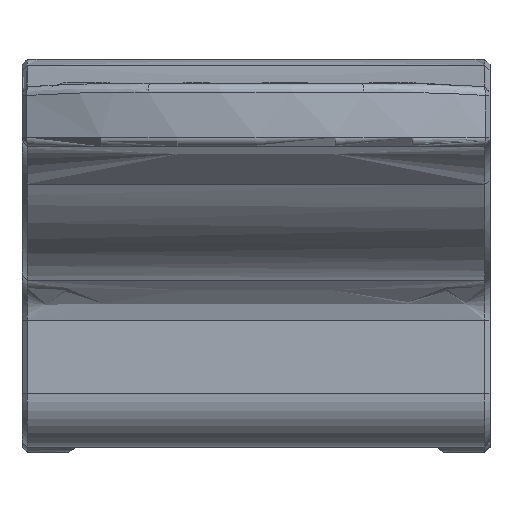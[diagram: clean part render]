
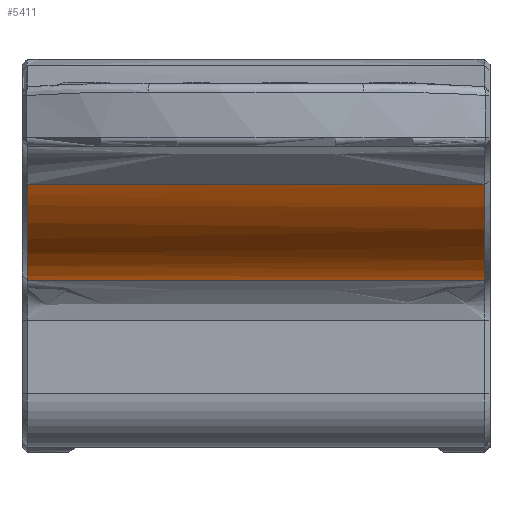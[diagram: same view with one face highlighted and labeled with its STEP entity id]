
A CAD part, front view. The second image highlights one B-rep face of the part: STEP entity #5411.
In plain terms, the highlighted free-form (B-spline) face has degree [5, 1] with [15, 2] control points.
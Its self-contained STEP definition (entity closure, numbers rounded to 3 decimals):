
#23=(
BOUNDED_SURFACE()
B_SPLINE_SURFACE(5,1,((#11569,#11570),(#11571,#11572),(#11573,#11574),(#11575,
#11576),(#11577,#11578),(#11579,#11580),(#11581,#11582),(#11583,#11584),
(#11585,#11586),(#11587,#11588),(#11589,#11590),(#11591,#11592),(#11593,
#11594),(#11595,#11596),(#11597,#11598)),.UNSPECIFIED.,.F.,.F.,.F.)
B_SPLINE_SURFACE_WITH_KNOTS((6,1,1,1,1,1,1,1,1,1,6),(2,2),(-1.,-0.9,-0.8,
-0.7,-0.6,-0.5,-0.4,-0.3,-0.2,-0.1,0.),(-1.3,1.3),.UNSPECIFIED.)
GEOMETRIC_REPRESENTATION_ITEM()
RATIONAL_B_SPLINE_SURFACE(((1.,1.),(1.,1.),(1.,1.),(1.,1.),(1.,1.),(1.,
1.),(1.,1.),(1.,1.),(1.,1.),(1.,1.),(1.,1.),(1.,1.),(1.,1.),(1.,1.),(1.,
1.)))
REPRESENTATION_ITEM('')
SURFACE()
);
#579=FACE_OUTER_BOUND('',#893,.T.);
#893=EDGE_LOOP('',(#4833,#4834,#4835,#4836));
#1233=B_SPLINE_CURVE_WITH_KNOTS('',3,(#10500,#10501,#10502,#10503,#10504),
 .UNSPECIFIED.,.F.,.F.,(4,1,4),(-0.972,-0.803,-0.578),
 .UNSPECIFIED.);
#1258=B_SPLINE_CURVE_WITH_KNOTS('',3,(#11113,#11114,#11115,#11116,#11117),
 .UNSPECIFIED.,.F.,.F.,(4,1,4),(0.578,0.803,0.972),
 .UNSPECIFIED.);
#1285=B_SPLINE_CURVE_WITH_KNOTS('',3,(#11565,#11566,#11567,#11568),
 .UNSPECIFIED.,.F.,.F.,(4,4),(0.03,2.57),.UNSPECIFIED.);
#1286=B_SPLINE_CURVE_WITH_KNOTS('',3,(#11599,#11600,#11601,#11602),
 .UNSPECIFIED.,.F.,.F.,(4,4),(-2.57,-0.03),.UNSPECIFIED.);
#2483=VERTEX_POINT('',#10460);
#2485=VERTEX_POINT('',#10498);
#2543=VERTEX_POINT('',#11073);
#2545=VERTEX_POINT('',#11111);
#3203=EDGE_CURVE('',#2485,#2483,#1233,.T.);
#3307=EDGE_CURVE('',#2545,#2543,#1258,.T.);
#3350=EDGE_CURVE('',#2543,#2485,#1285,.T.);
#3351=EDGE_CURVE('',#2483,#2545,#1286,.T.);
#4833=ORIENTED_EDGE('',*,*,#3203,.F.);
#4834=ORIENTED_EDGE('',*,*,#3350,.F.);
#4835=ORIENTED_EDGE('',*,*,#3307,.F.);
#4836=ORIENTED_EDGE('',*,*,#3351,.F.);
#5411=ADVANCED_FACE('',(#579),#23,.T.);
#10460=CARTESIAN_POINT('',(-12.7,-48.678,-14.193));
#10498=CARTESIAN_POINT('',(-12.7,-39.566,-19.569));
#10500=CARTESIAN_POINT('Ctrl Pts',(-12.7,-39.566,-19.569));
#10501=CARTESIAN_POINT('Ctrl Pts',(-12.7,-41.627,-19.446));
#10502=CARTESIAN_POINT('Ctrl Pts',(-12.7,-45.615,-18.281));
#10503=CARTESIAN_POINT('Ctrl Pts',(-12.7,-47.866,-15.691));
#10504=CARTESIAN_POINT('Ctrl Pts',(-12.7,-48.678,-14.193));
#11073=CARTESIAN_POINT('',(12.7,-39.566,-19.569));
#11111=CARTESIAN_POINT('',(12.7,-48.678,-14.193));
#11113=CARTESIAN_POINT('Ctrl Pts',(12.7,-48.678,-14.193));
#11114=CARTESIAN_POINT('Ctrl Pts',(12.7,-47.866,-15.691));
#11115=CARTESIAN_POINT('Ctrl Pts',(12.7,-45.615,-18.281));
#11116=CARTESIAN_POINT('Ctrl Pts',(12.7,-41.627,-19.446));
#11117=CARTESIAN_POINT('Ctrl Pts',(12.7,-39.566,-19.569));
#11565=CARTESIAN_POINT('Ctrl Pts',(12.7,-39.566,-19.569));
#11566=CARTESIAN_POINT('Ctrl Pts',(4.233,-39.566,-19.569));
#11567=CARTESIAN_POINT('Ctrl Pts',(-4.233,-39.566,
-19.569));
#11568=CARTESIAN_POINT('Ctrl Pts',(-12.7,-39.566,-19.569));
#11569=CARTESIAN_POINT('Ctrl Pts',(13.,-38.496,-19.6));
#11570=CARTESIAN_POINT('Ctrl Pts',(-13.,-38.496,-19.6));
#11571=CARTESIAN_POINT('Ctrl Pts',(13.,-39.272,-19.6));
#11572=CARTESIAN_POINT('Ctrl Pts',(-13.,-39.272,-19.6));
#11573=CARTESIAN_POINT('Ctrl Pts',(13.,-40.75,-19.523));
#11574=CARTESIAN_POINT('Ctrl Pts',(-13.,-40.75,-19.523));
#11575=CARTESIAN_POINT('Ctrl Pts',(13.,-42.746,-19.175));
#11576=CARTESIAN_POINT('Ctrl Pts',(-13.,-42.746,-19.175));
#11577=CARTESIAN_POINT('Ctrl Pts',(13.,-44.973,-18.279));
#11578=CARTESIAN_POINT('Ctrl Pts',(-13.,-44.973,-18.279));
#11579=CARTESIAN_POINT('Ctrl Pts',(13.,-47.084,-16.616));
#11580=CARTESIAN_POINT('Ctrl Pts',(-13.,-47.084,-16.616));
#11581=CARTESIAN_POINT('Ctrl Pts',(13.,-48.575,-14.64));
#11582=CARTESIAN_POINT('Ctrl Pts',(-13.,-48.575,-14.64));
#11583=CARTESIAN_POINT('Ctrl Pts',(13.,-49.492,-12.596));
#11584=CARTESIAN_POINT('Ctrl Pts',(-13.,-49.492,-12.596));
#11585=CARTESIAN_POINT('Ctrl Pts',(13.,-49.871,-10.713));
#11586=CARTESIAN_POINT('Ctrl Pts',(-13.,-49.871,-10.713));
#11587=CARTESIAN_POINT('Ctrl Pts',(13.,-49.745,-9.173));
#11588=CARTESIAN_POINT('Ctrl Pts',(-13.,-49.745,-9.173));
#11589=CARTESIAN_POINT('Ctrl Pts',(13.,-49.152,-8.068));
#11590=CARTESIAN_POINT('Ctrl Pts',(-13.,-49.152,-8.068));
#11591=CARTESIAN_POINT('Ctrl Pts',(13.,-48.336,-7.546));
#11592=CARTESIAN_POINT('Ctrl Pts',(-13.,-48.336,-7.546));
#11593=CARTESIAN_POINT('Ctrl Pts',(13.,-47.544,-7.355));
#11594=CARTESIAN_POINT('Ctrl Pts',(-13.,-47.544,-7.355));
#11595=CARTESIAN_POINT('Ctrl Pts',(13.,-46.938,-7.315));
#11596=CARTESIAN_POINT('Ctrl Pts',(-13.,-46.938,-7.315));
#11597=CARTESIAN_POINT('Ctrl Pts',(13.,-46.616,-7.317));
#11598=CARTESIAN_POINT('Ctrl Pts',(-13.,-46.616,-7.317));
#11599=CARTESIAN_POINT('Ctrl Pts',(-12.7,-48.678,-14.193));
#11600=CARTESIAN_POINT('Ctrl Pts',(-4.233,-48.678,
-14.193));
#11601=CARTESIAN_POINT('Ctrl Pts',(4.233,-48.678,-14.193));
#11602=CARTESIAN_POINT('Ctrl Pts',(12.7,-48.678,-14.193));
